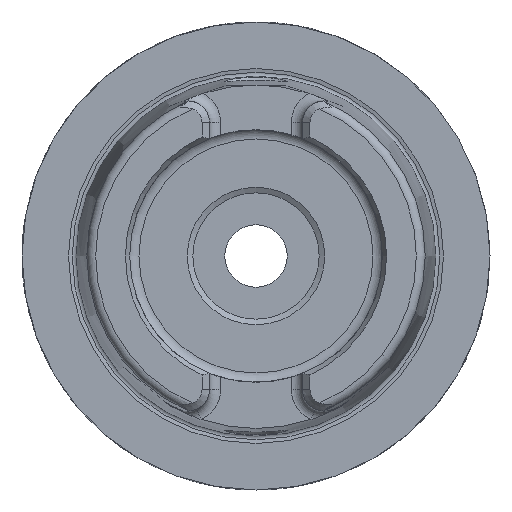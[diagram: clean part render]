
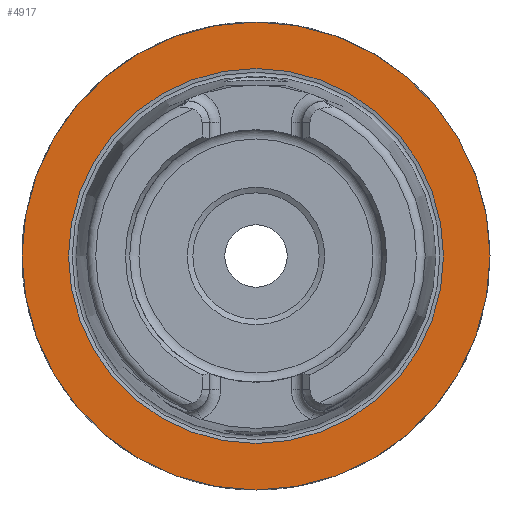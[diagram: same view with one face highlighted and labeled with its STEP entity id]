
A CAD part, left-side view. The second image highlights one B-rep face of the part: STEP entity #4917.
In plain terms, the highlighted planar face has unit normal (-1, 0, 0).
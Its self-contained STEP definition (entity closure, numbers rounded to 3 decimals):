
#929=CARTESIAN_POINT('',(0.,31.5,0.0));
#930=VERTEX_POINT('',#929);
#931=CARTESIAN_POINT('',(0.0,0.0,0.0));
#932=DIRECTION('',(1.0,0.0,0.0));
#933=DIRECTION('',(0.0,1.0,0.0));
#934=AXIS2_PLACEMENT_3D('',#931,#932,#933);
#935=CIRCLE('',#934,31.5);
#936=EDGE_CURVE('',#930,#930,#935,.T.);
#4859=CARTESIAN_POINT('',(0.,25.238,0.0));
#4860=VERTEX_POINT('',#4859);
#4861=CARTESIAN_POINT('',(0.,0.0,0.0));
#4862=DIRECTION('',(1.0,0.0,0.0));
#4863=DIRECTION('',(0.0,1.0,0.0));
#4864=AXIS2_PLACEMENT_3D('',#4861,#4862,#4863);
#4865=CIRCLE('',#4864,25.238);
#4866=EDGE_CURVE('',#4860,#4860,#4865,.T.);
#4906=CARTESIAN_POINT('',(0.,27.91,0.0));
#4907=DIRECTION('',(-1.0,0.0,0.0));
#4908=DIRECTION('',(0.0,0.0,1.0));
#4909=AXIS2_PLACEMENT_3D('',#4906,#4907,#4908);
#4910=PLANE('',#4909);
#4911=ORIENTED_EDGE('',*,*,#936,.F.);
#4912=EDGE_LOOP('',(#4911));
#4913=FACE_OUTER_BOUND('',#4912,.T.);
#4914=ORIENTED_EDGE('',*,*,#4866,.T.);
#4915=EDGE_LOOP('',(#4914));
#4916=FACE_BOUND('',#4915,.T.);
#4917=ADVANCED_FACE('',(#4913,#4916),#4910,.T.);
